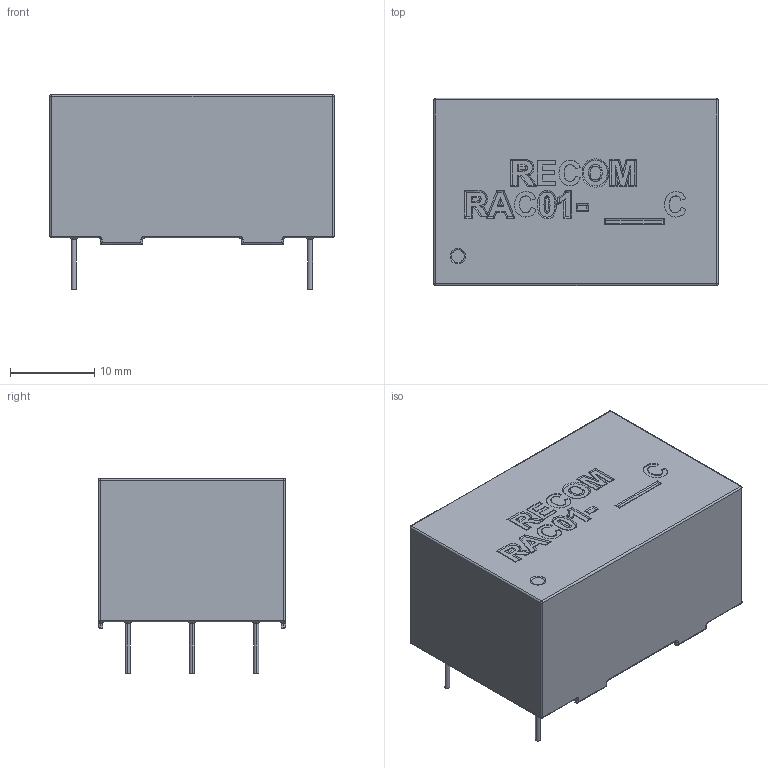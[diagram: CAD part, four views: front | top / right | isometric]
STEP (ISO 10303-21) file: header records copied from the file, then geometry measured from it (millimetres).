
FILE_DESCRIPTION(('FreeCAD Model'),'2;1');
FILE_NAME( 'RAC01-05SC.step', '2018-01-09T04:00:20',('kicad StepUp'),('ksu MCAD'), 'Open CASCADE STEP processor 6.8','FreeCAD','Unknown');
FILE_SCHEMA(('AUTOMOTIVE_DESIGN_CC2 { 1 2 10303 214 -1 1 5 4 }'));
Length unit declared in the file: millimetre
Products named in the file (1): RAC01-05SC
Bounding box: 33.7 x 22.2 x 23.1 mm (x, y, z)
Volume: 12725 mm3; surface area: 3458.1 mm2
Topology: 1 solids, 1 shells, 225 faces, 558 edges, 350 vertices
Faces by surface type: cylinder 94, plane 64, extrusion 24, torus 18, bspline 17, sphere 8
Entity records: 22851 total; most frequent: CARTESIAN_POINT 16348, ORIENTED_EDGE 1100, DIRECTION 873, EDGE_CURVE 550, VERTEX_POINT 350, AXIS2_PLACEMENT_3D 335, FACE_BOUND 248, EDGE_LOOP 248
